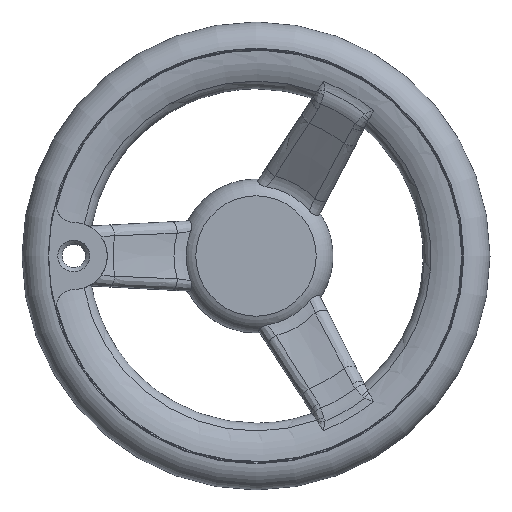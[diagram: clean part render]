
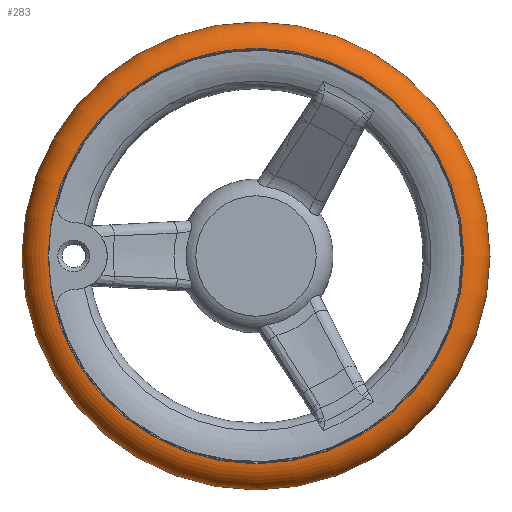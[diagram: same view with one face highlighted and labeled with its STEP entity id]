
A CAD part, left-side view. The second image highlights one B-rep face of the part: STEP entity #283.
In plain terms, the highlighted toroidal (fillet/blend) face has major radius 62 mm and minor radius 8 mm.
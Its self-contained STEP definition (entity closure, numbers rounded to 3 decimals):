
#283=ADVANCED_FACE('',(#485,#486),#383,.T.);
#383=TOROIDAL_SURFACE('',#1843,62.,8.);
#429=CIRCLE('',#1840,62.149);
#430=CIRCLE('',#1842,62.149);
#485=FACE_BOUND('',#520,.T.);
#486=FACE_BOUND('',#521,.T.);
#520=EDGE_LOOP('',(#729));
#521=EDGE_LOOP('',(#730));
#729=ORIENTED_EDGE('',*,*,#1439,.T.);
#730=ORIENTED_EDGE('',*,*,#1440,.F.);
#1252=VERTEX_POINT('',#2911);
#1253=VERTEX_POINT('',#2914);
#1439=EDGE_CURVE('',#1252,#1252,#429,.T.);
#1440=EDGE_CURVE('',#1253,#1253,#430,.T.);
#1840=AXIS2_PLACEMENT_3D('',#2910,#2016,#2017);
#1842=AXIS2_PLACEMENT_3D('',#2913,#2020,#2021);
#1843=AXIS2_PLACEMENT_3D('',#2915,#2022,#2023);
#2016=DIRECTION('',(1.,0.,0.));
#2017=DIRECTION('',(0.,0.,-1.));
#2020=DIRECTION('',(1.,0.,0.));
#2021=DIRECTION('',(0.,0.,-1.));
#2022=DIRECTION('',(1.,0.,0.));
#2023=DIRECTION('',(0.,0.,-1.));
#2910=CARTESIAN_POINT('',(224.15,93.534,0.));
#2911=CARTESIAN_POINT('',(224.15,93.534,-62.149));
#2913=CARTESIAN_POINT('',(240.147,93.534,0.));
#2914=CARTESIAN_POINT('',(240.147,93.534,-62.149));
#2915=CARTESIAN_POINT('',(232.148,93.534,0.));
